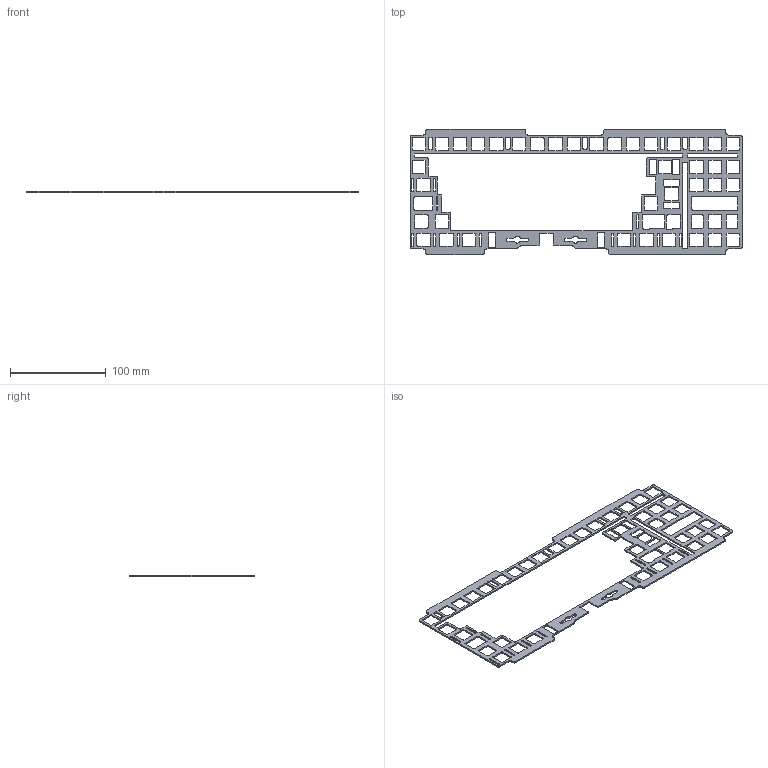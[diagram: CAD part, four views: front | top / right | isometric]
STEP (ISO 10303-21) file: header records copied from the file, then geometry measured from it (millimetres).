
FILE_DESCRIPTION(/* description */ (''),/* implementation_level */ '2;1');
FILE_NAME(/* name */ 'ISO - Half.step',/* time_stamp */ '2023-01-28T11:21:39Z',/* author */ (''),/* organization */ (''),/* preprocessor_version */ 'ST-DEVELOPER v19.2',/* originating_system */ 'Autodesk Translation Framework v11.17.0.187',/* authorisation */ '');
FILE_SCHEMA (('AUTOMOTIVE_DESIGN { 1 0 10303 214 3 1 1 }'));
Length unit declared in the file: millimetre
Products named in the file (1): FusionComponent
Bounding box: 347.66 x 131.34 x 1.5 mm (x, y, z)
Volume: 21079.5 mm3; surface area: 36422.5 mm2
Topology: 1 solids, 1 shells, 701 faces, 2097 edges, 1398 vertices
Faces by surface type: cylinder 352, plane 349
Entity records: 24131 total; most frequent: DIRECTION 4205, CARTESIAN_POINT 4197, ORIENTED_EDGE 4194, EDGE_CURVE 2097, AXIS2_PLACEMENT_3D 1406, VERTEX_POINT 1398, LINE 1393, VECTOR 1393
